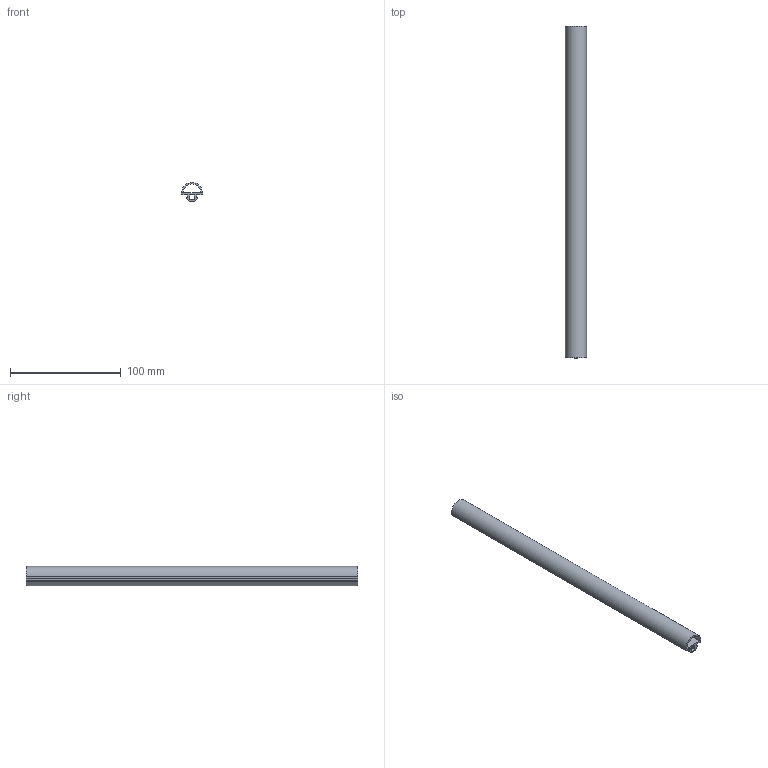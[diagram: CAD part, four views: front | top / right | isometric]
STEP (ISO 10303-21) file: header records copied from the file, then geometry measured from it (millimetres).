
FILE_DESCRIPTION (( 'STEP AP214' ), '1' );
FILE_NAME ('1728227437014.step', '2024-10-06T15:11:00', ( 'Windows User' ), ( '' ), 'SwSTEP 2.0', 'SolidWorks 2011', '' );
FILE_SCHEMA (( 'AUTOMOTIVE_DESIGN' ));
Length unit declared in the file: millimetre
Products named in the file (2): 1.41.6510F.2x300.00(1); 1728227437014
Assembly tree (1 placements, depth 2):
  1728227437014
    1.41.6510F.2x300.00(1)
Bounding box: 19 x 300 x 17.3 mm (x, y, z)
Volume: 29906 mm3; surface area: 37317.5 mm2
Topology: 1 solids, 1 shells, 33 faces, 93 edges, 62 vertices
Faces by surface type: plane 18, cylinder 15
Entity records: 1151 total; most frequent: DIRECTION 197, CARTESIAN_POINT 192, ORIENTED_EDGE 186, EDGE_CURVE 93, AXIS2_PLACEMENT_3D 67, VECTOR 63, LINE 63, VERTEX_POINT 62
